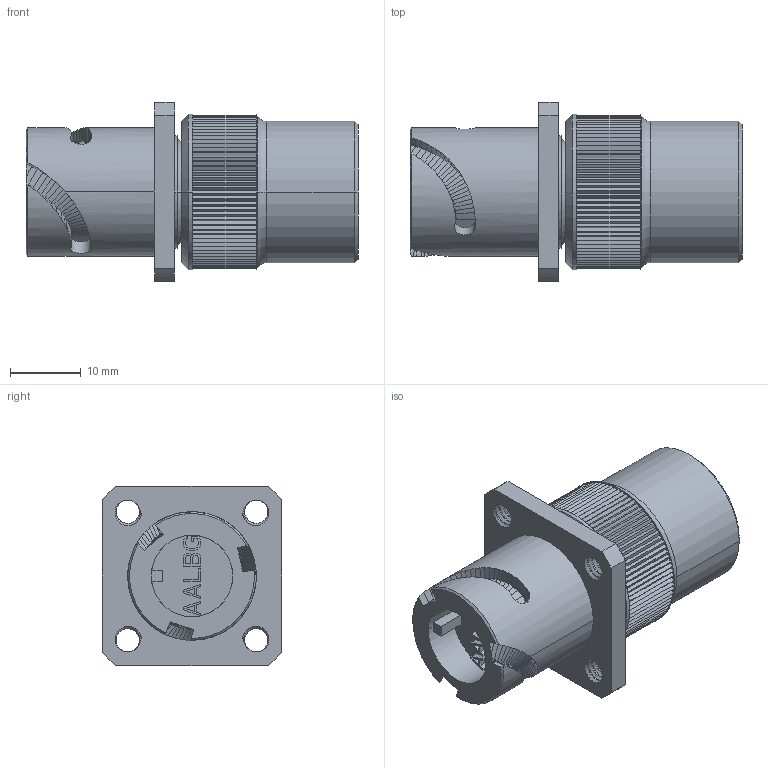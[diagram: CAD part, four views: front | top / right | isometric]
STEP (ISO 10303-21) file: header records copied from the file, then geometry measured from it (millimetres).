
FILE_DESCRIPTION((''),'2;1');
FILE_NAME('VG95234_3100PGPM-10_SW0001','2023-03-22T15:40:09',('paultorloting'),('NET AG system integration'),'CREO PARAMETRIC BY PTC INC, 2021404','CREO PARAMETRIC BY PTC INC, 2021404','');
FILE_SCHEMA(('AUTOMOTIVE_DESIGN { 1 0 10303 214 1 1 1 1 }'));
Length unit declared in the file: millimetre
Products named in the file (1): VG95234_3100PGPM-10_SW0001
Bounding box: 47 x 25.4 x 25.4 mm (x, y, z)
Volume: 13635.1 mm3; surface area: 5807.8 mm2
Topology: 1 solids, 1 shells, 749 faces, 2013 edges, 1292 vertices
Faces by surface type: plane 458, bspline 218, cylinder 53, cone 14, torus 6
Entity records: 33599 total; most frequent: CARTESIAN_POINT 12453, ORIENTED_EDGE 4026, DIRECTION 2752, EDGE_CURVE 2013, VECTOR 1515, LINE 1515, VERTEX_POINT 1292, EDGE_LOOP 783
